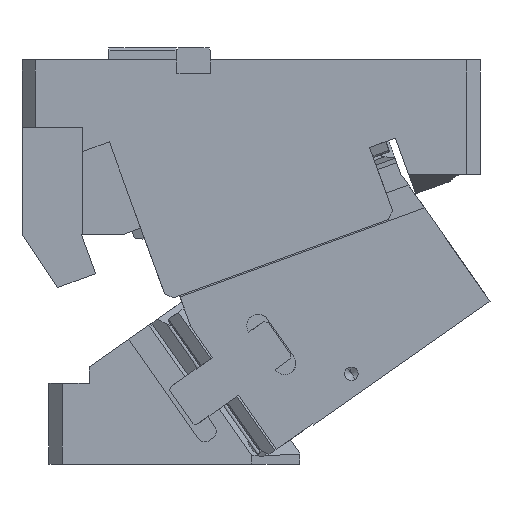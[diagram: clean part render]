
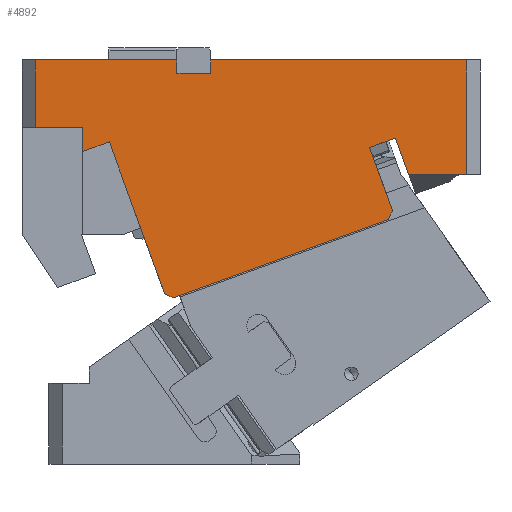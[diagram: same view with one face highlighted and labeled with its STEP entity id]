
A CAD part, front view. The second image highlights one B-rep face of the part: STEP entity #4892.
In plain terms, the highlighted planar face has unit normal (0, -1, 0).
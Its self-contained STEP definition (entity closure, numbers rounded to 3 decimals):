
#234=CARTESIAN_POINT('Vertex',(-215.,-90.,187.026)) ;
#237=CARTESIAN_POINT('Line Origine',(-215.,-90.,196.013)) ;
#241=CARTESIAN_POINT('Vertex',(-215.,-90.,205.)) ;
#371=CARTESIAN_POINT('Vertex',(-195.219,-90.,194.226)) ;
#374=CARTESIAN_POINT('Line Origine',(-205.109,-90.,190.626)) ;
#602=CARTESIAN_POINT('Vertex',(-154.176,-90.,81.463)) ;
#605=CARTESIAN_POINT('Line Origine',(-174.698,-90.,137.845)) ;
#933=CARTESIAN_POINT('Vertex',(26.967,-90.,170.)) ;
#936=CARTESIAN_POINT('Line Origine',(22.049,-90.,183.511)) ;
#940=CARTESIAN_POINT('Vertex',(17.131,-90.,197.023)) ;
#1043=CARTESIAN_POINT('Line Origine',(-150.972,-90.,79.969)) ;
#1047=CARTESIAN_POINT('Vertex',(-147.768,-90.,78.475)) ;
#1092=CARTESIAN_POINT('Vertex',(-2.133,-90.,190.011)) ;
#1095=CARTESIAN_POINT('Line Origine',(6.418,-90.,166.519)) ;
#1099=CARTESIAN_POINT('Vertex',(14.968,-90.,143.027)) ;
#1351=CARTESIAN_POINT('Vertex',(11.98,-90.,136.618)) ;
#1359=CARTESIAN_POINT('Line Origine',(13.474,-90.,139.822)) ;
#1449=CARTESIAN_POINT('Vertex',(-250.,-90.,255.)) ;
#1463=CARTESIAN_POINT('Vertex',(-250.,-90.,205.)) ;
#1466=CARTESIAN_POINT('Line Origine',(-250.,-90.,230.)) ;
#1634=CARTESIAN_POINT('Vertex',(-145.,-90.,255.)) ;
#1637=CARTESIAN_POINT('Line Origine',(-145.,-90.,250.)) ;
#1641=CARTESIAN_POINT('Vertex',(-145.,-90.,245.)) ;
#1667=CARTESIAN_POINT('Vertex',(70.,-90.,170.)) ;
#1681=CARTESIAN_POINT('Vertex',(70.,-90.,255.)) ;
#1684=CARTESIAN_POINT('Line Origine',(70.,-90.,212.5)) ;
#3966=CARTESIAN_POINT('Vertex',(-120.,-90.,245.)) ;
#3969=CARTESIAN_POINT('Line Origine',(-120.,-90.,250.)) ;
#3973=CARTESIAN_POINT('Vertex',(-120.,-90.,255.)) ;
#3988=CARTESIAN_POINT('Line Origine',(-132.5,-90.,245.)) ;
#4241=CARTESIAN_POINT('Line Origine',(-67.894,-90.,107.546)) ;
#4358=CARTESIAN_POINT('Line Origine',(7.499,-90.,193.517)) ;
#4622=CARTESIAN_POINT('Line Origine',(48.483,-90.,170.)) ;
#4653=CARTESIAN_POINT('Line Origine',(-25.,-90.,255.)) ;
#4722=CARTESIAN_POINT('Line Origine',(-197.5,-90.,255.)) ;
#4862=CARTESIAN_POINT('Axis2P3D Location',(-260.,-90.,205.)) ;
#4867=CARTESIAN_POINT('Line Origine',(-232.5,-90.,205.)) ;
#238=DIRECTION('Vector Direction',(0.,0.,-1.)) ;
#375=DIRECTION('Vector Direction',(0.94,0.,0.342)) ;
#606=DIRECTION('Vector Direction',(-0.342,0.,0.94)) ;
#937=DIRECTION('Vector Direction',(0.342,0.,-0.94)) ;
#1044=DIRECTION('Vector Direction',(-0.906,0.,0.423)) ;
#1096=DIRECTION('Vector Direction',(-0.342,0.,0.94)) ;
#1360=DIRECTION('Vector Direction',(0.423,0.,0.906)) ;
#1467=DIRECTION('Vector Direction',(0.,0.,-1.)) ;
#1638=DIRECTION('Vector Direction',(0.,0.,1.)) ;
#1685=DIRECTION('Vector Direction',(0.,0.,1.)) ;
#3970=DIRECTION('Vector Direction',(0.,0.,1.)) ;
#3989=DIRECTION('Vector Direction',(1.,0.,0.)) ;
#4242=DIRECTION('Vector Direction',(0.94,0.,0.342)) ;
#4359=DIRECTION('Vector Direction',(0.94,0.,0.342)) ;
#4623=DIRECTION('Vector Direction',(1.,0.,0.)) ;
#4654=DIRECTION('Vector Direction',(-1.,0.,0.)) ;
#4723=DIRECTION('Vector Direction',(-1.,0.,0.)) ;
#4863=DIRECTION('Axis2P3D Direction',(0.,1.,0.)) ;
#4864=DIRECTION('Axis2P3D XDirection',(-1.,0.,0.)) ;
#4868=DIRECTION('Vector Direction',(1.,0.,0.)) ;
#4865=AXIS2_PLACEMENT_3D('Plane Axis2P3D',#4862,#4863,#4864) ;
#4873=ORIENTED_EDGE('',*,*,#1049,.F.) ;
#4874=ORIENTED_EDGE('',*,*,#4245,.T.) ;
#4875=ORIENTED_EDGE('',*,*,#1363,.T.) ;
#4876=ORIENTED_EDGE('',*,*,#1101,.T.) ;
#4877=ORIENTED_EDGE('',*,*,#4362,.T.) ;
#4878=ORIENTED_EDGE('',*,*,#942,.T.) ;
#4879=ORIENTED_EDGE('',*,*,#4626,.T.) ;
#4880=ORIENTED_EDGE('',*,*,#1688,.T.) ;
#4881=ORIENTED_EDGE('',*,*,#4657,.T.) ;
#4882=ORIENTED_EDGE('',*,*,#3975,.F.) ;
#4883=ORIENTED_EDGE('',*,*,#3992,.F.) ;
#4884=ORIENTED_EDGE('',*,*,#1643,.T.) ;
#4885=ORIENTED_EDGE('',*,*,#4726,.T.) ;
#4886=ORIENTED_EDGE('',*,*,#1470,.T.) ;
#4887=ORIENTED_EDGE('',*,*,#4871,.T.) ;
#4888=ORIENTED_EDGE('',*,*,#243,.T.) ;
#4889=ORIENTED_EDGE('',*,*,#378,.T.) ;
#4890=ORIENTED_EDGE('',*,*,#609,.F.) ;
#239=VECTOR('Line Direction',#238,1.) ;
#376=VECTOR('Line Direction',#375,1.) ;
#607=VECTOR('Line Direction',#606,1.) ;
#938=VECTOR('Line Direction',#937,1.) ;
#1045=VECTOR('Line Direction',#1044,1.) ;
#1097=VECTOR('Line Direction',#1096,1.) ;
#1361=VECTOR('Line Direction',#1360,1.) ;
#1468=VECTOR('Line Direction',#1467,1.) ;
#1639=VECTOR('Line Direction',#1638,1.) ;
#1686=VECTOR('Line Direction',#1685,1.) ;
#3971=VECTOR('Line Direction',#3970,1.) ;
#3990=VECTOR('Line Direction',#3989,1.) ;
#4243=VECTOR('Line Direction',#4242,1.) ;
#4360=VECTOR('Line Direction',#4359,1.) ;
#4624=VECTOR('Line Direction',#4623,1.) ;
#4655=VECTOR('Line Direction',#4654,1.) ;
#4724=VECTOR('Line Direction',#4723,1.) ;
#4869=VECTOR('Line Direction',#4868,1.) ;
#4892=ADVANCED_FACE('CAM HOLDER',(#4891),#4866,.F.) ;
#243=EDGE_CURVE('',#242,#235,#240,.T.) ;
#378=EDGE_CURVE('',#235,#372,#377,.T.) ;
#609=EDGE_CURVE('',#603,#372,#608,.T.) ;
#942=EDGE_CURVE('',#941,#934,#939,.T.) ;
#1049=EDGE_CURVE('',#1048,#603,#1046,.T.) ;
#1101=EDGE_CURVE('',#1100,#1093,#1098,.T.) ;
#1363=EDGE_CURVE('',#1352,#1100,#1362,.T.) ;
#1470=EDGE_CURVE('',#1450,#1464,#1469,.T.) ;
#1643=EDGE_CURVE('',#1642,#1635,#1640,.T.) ;
#1688=EDGE_CURVE('',#1668,#1682,#1687,.T.) ;
#3975=EDGE_CURVE('',#3967,#3974,#3972,.T.) ;
#3992=EDGE_CURVE('',#1642,#3967,#3991,.T.) ;
#4245=EDGE_CURVE('',#1048,#1352,#4244,.T.) ;
#4362=EDGE_CURVE('',#1093,#941,#4361,.T.) ;
#4626=EDGE_CURVE('',#934,#1668,#4625,.T.) ;
#4657=EDGE_CURVE('',#1682,#3974,#4656,.T.) ;
#4726=EDGE_CURVE('',#1635,#1450,#4725,.T.) ;
#4871=EDGE_CURVE('',#1464,#242,#4870,.T.) ;
#4872=EDGE_LOOP('',(#4873,#4874,#4875,#4876,#4877,#4878,#4879,#4880,#4881,#4882,#4883,#4884,#4885,#4886,#4887,#4888,#4889,#4890)) ;
#4891=FACE_OUTER_BOUND('',#4872,.T.) ;
#240=LINE('Line',#237,#239) ;
#377=LINE('Line',#374,#376) ;
#608=LINE('Line',#605,#607) ;
#939=LINE('Line',#936,#938) ;
#1046=LINE('Line',#1043,#1045) ;
#1098=LINE('Line',#1095,#1097) ;
#1362=LINE('Line',#1359,#1361) ;
#1469=LINE('Line',#1466,#1468) ;
#1640=LINE('Line',#1637,#1639) ;
#1687=LINE('Line',#1684,#1686) ;
#3972=LINE('Line',#3969,#3971) ;
#3991=LINE('Line',#3988,#3990) ;
#4244=LINE('Line',#4241,#4243) ;
#4361=LINE('Line',#4358,#4360) ;
#4625=LINE('Line',#4622,#4624) ;
#4656=LINE('Line',#4653,#4655) ;
#4725=LINE('Line',#4722,#4724) ;
#4870=LINE('Line',#4867,#4869) ;
#4866=PLANE('Plane',#4865) ;
#235=VERTEX_POINT('',#234) ;
#242=VERTEX_POINT('',#241) ;
#372=VERTEX_POINT('',#371) ;
#603=VERTEX_POINT('',#602) ;
#934=VERTEX_POINT('',#933) ;
#941=VERTEX_POINT('',#940) ;
#1048=VERTEX_POINT('',#1047) ;
#1093=VERTEX_POINT('',#1092) ;
#1100=VERTEX_POINT('',#1099) ;
#1352=VERTEX_POINT('',#1351) ;
#1450=VERTEX_POINT('',#1449) ;
#1464=VERTEX_POINT('',#1463) ;
#1635=VERTEX_POINT('',#1634) ;
#1642=VERTEX_POINT('',#1641) ;
#1668=VERTEX_POINT('',#1667) ;
#1682=VERTEX_POINT('',#1681) ;
#3967=VERTEX_POINT('',#3966) ;
#3974=VERTEX_POINT('',#3973) ;
